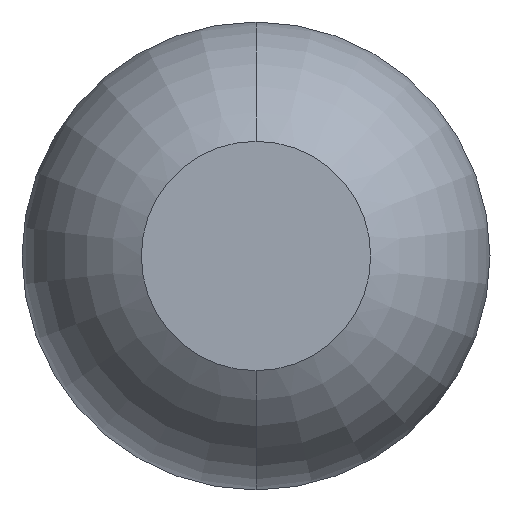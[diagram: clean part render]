
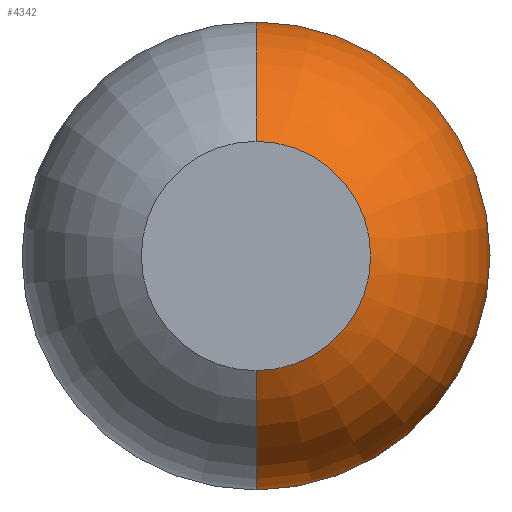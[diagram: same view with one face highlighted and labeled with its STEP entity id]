
A CAD part, front view. The second image highlights one B-rep face of the part: STEP entity #4342.
In plain terms, the highlighted toroidal (fillet/blend) face has major radius 0.01 mm and minor radius 0.5 mm.
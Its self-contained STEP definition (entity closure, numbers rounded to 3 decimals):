
#21 = VERTEX_POINT ( 'NONE', #323 ) ;
#158 = DIRECTION ( 'NONE',  ( 0., 1., 0. ) ) ;
#201 = CARTESIAN_POINT ( 'NONE',  ( 0., -29.961, 0. ) ) ;
#206 = CIRCLE ( 'NONE', #4178, 0.5 ) ;
#323 = CARTESIAN_POINT ( 'NONE',  ( 0., -29.961, 0.51 ) ) ;
#591 = CIRCLE ( 'NONE', #1139, 0.51 ) ;
#921 = DIRECTION ( 'NONE',  ( 0., 0., 1. ) ) ;
#1139 = AXIS2_PLACEMENT_3D ( 'NONE', #201, #1599, #4394 ) ;
#1272 = CARTESIAN_POINT ( 'NONE',  ( 0., -29.961, -0.01 ) ) ;
#1364 = ORIENTED_EDGE ( 'NONE', *, *, #3705, .F. ) ;
#1381 = CIRCLE ( 'NONE', #2794, 0.25 ) ;
#1402 = CARTESIAN_POINT ( 'NONE',  ( 0., -30.4, 0. ) ) ;
#1568 = DIRECTION ( 'NONE',  ( 0., 0., 1. ) ) ;
#1599 = DIRECTION ( 'NONE',  ( 0., 1., 0. ) ) ;
#1677 = VERTEX_POINT ( 'NONE', #2105 ) ;
#1692 = CARTESIAN_POINT ( 'NONE',  ( 0., -30.4, -0.25 ) ) ;
#1751 = DIRECTION ( 'NONE',  ( 0., -1., 0. ) ) ;
#2035 = TOROIDAL_SURFACE ( 'NONE', #2234, 0.01, 0.5 ) ;
#2105 = CARTESIAN_POINT ( 'NONE',  ( 0., -29.961, -0.51 ) ) ;
#2108 = DIRECTION ( 'NONE',  ( 0., 0., -1. ) ) ;
#2234 = AXIS2_PLACEMENT_3D ( 'NONE', #3238, #158, #1568 ) ;
#2244 = ORIENTED_EDGE ( 'NONE', *, *, #3961, .F. ) ;
#2295 = EDGE_LOOP ( 'NONE', ( #3768, #3563, #1364, #2244 ) ) ;
#2350 = CARTESIAN_POINT ( 'NONE',  ( 0., -29.961, 0.01 ) ) ;
#2794 = AXIS2_PLACEMENT_3D ( 'NONE', #1402, #1751, #2108 ) ;
#2972 = FACE_OUTER_BOUND ( 'NONE', #2295, .T. ) ;
#3025 = AXIS2_PLACEMENT_3D ( 'NONE', #2350, #4429, #921 ) ;
#3043 = DIRECTION ( 'NONE',  ( 1., 0., 0. ) ) ;
#3238 = CARTESIAN_POINT ( 'NONE',  ( 0., -29.961, 0. ) ) ;
#3416 = VERTEX_POINT ( 'NONE', #1692 ) ;
#3563 = ORIENTED_EDGE ( 'NONE', *, *, #3990, .T. ) ;
#3705 = EDGE_CURVE ( 'Defeature ausgef�hrt1_37+Defeature ausgef�hrt1_36+Defeature ausgef�hrt1_36+Defeature ausgef�hrt1_36', #21, #1677, #591, .T. ) ;
#3719 = VERTEX_POINT ( 'NONE', #4027 ) ;
#3768 = ORIENTED_EDGE ( 'NONE', *, *, #3854, .F. ) ;
#3854 = EDGE_CURVE ( 'Defeature ausgef�hrt1_38+Defeature ausgef�hrt1_36+Defeature ausgef�hrt1_36+Defeature ausgef�hrt1_36', #3416, #3719, #1381, .T. ) ;
#3961 = EDGE_CURVE ( 'NONE', #3719, #21, #4210, .T. ) ;
#3990 = EDGE_CURVE ( 'NONE', #3416, #1677, #206, .T. ) ;
#4027 = CARTESIAN_POINT ( 'NONE',  ( 0., -30.4, 0.25 ) ) ;
#4092 = DIRECTION ( 'NONE',  ( 0., 0., -1. ) ) ;
#4178 = AXIS2_PLACEMENT_3D ( 'NONE', #1272, #3043, #4092 ) ;
#4210 = CIRCLE ( 'NONE', #3025, 0.5 ) ;
#4342 = ADVANCED_FACE ( 'Defeature ausgef�hrt1_36', ( #2972 ), #2035, .T. ) ;
#4394 = DIRECTION ( 'NONE',  ( 0., 0., 1. ) ) ;
#4429 = DIRECTION ( 'NONE',  ( -1., 0., 0. ) ) ;
